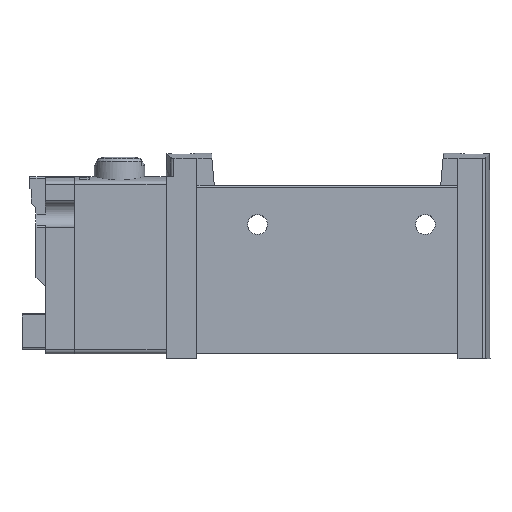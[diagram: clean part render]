
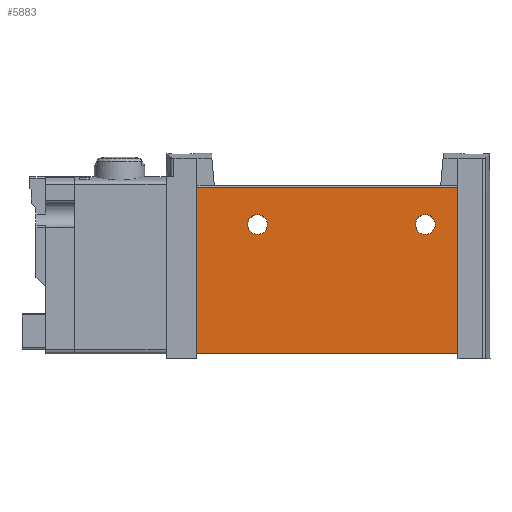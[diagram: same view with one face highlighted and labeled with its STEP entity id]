
A CAD part, top view. The second image highlights one B-rep face of the part: STEP entity #5883.
In plain terms, the highlighted planar face has unit normal (0, 0, 1).
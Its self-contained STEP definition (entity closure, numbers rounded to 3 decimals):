
#65=PLANE('',#6321);
#349=CIRCLE('',#6322,1.6);
#350=CIRCLE('',#6323,1.6);
#566=LINE('',#8943,#1196);
#577=LINE('',#8971,#1207);
#580=LINE('',#8979,#1210);
#583=LINE('',#8987,#1213);
#1196=VECTOR('',#7041,1000.);
#1207=VECTOR('',#7066,1000.);
#1210=VECTOR('',#7073,1000.);
#1213=VECTOR('',#7082,1000.);
#1991=ORIENTED_EDGE('',*,*,#3690,.F.);
#1992=ORIENTED_EDGE('',*,*,#3691,.F.);
#1993=ORIENTED_EDGE('',*,*,#3668,.T.);
#1994=ORIENTED_EDGE('',*,*,#3692,.F.);
#1995=ORIENTED_EDGE('',*,*,#3683,.F.);
#1996=ORIENTED_EDGE('',*,*,#3687,.T.);
#3668=EDGE_CURVE('',#4517,#4516,#566,.T.);
#3683=EDGE_CURVE('',#4526,#4527,#577,.T.);
#3687=EDGE_CURVE('',#4526,#4517,#580,.T.);
#3690=EDGE_CURVE('',#4530,#4530,#349,.F.);
#3691=EDGE_CURVE('',#4531,#4531,#350,.F.);
#3692=EDGE_CURVE('',#4527,#4516,#583,.T.);
#4516=VERTEX_POINT('',#8942);
#4517=VERTEX_POINT('',#8944);
#4526=VERTEX_POINT('',#8970);
#4527=VERTEX_POINT('',#8972);
#4530=VERTEX_POINT('',#8984);
#4531=VERTEX_POINT('',#8986);
#5012=EDGE_LOOP('',(#1991));
#5013=EDGE_LOOP('',(#1992));
#5014=EDGE_LOOP('',(#1993,#1994,#1995,#1996));
#5417=FACE_BOUND('',#5012,.T.);
#5418=FACE_BOUND('',#5013,.T.);
#5419=FACE_BOUND('',#5014,.T.);
#5883=ADVANCED_FACE('',(#5417,#5418,#5419),#65,.F.);
#6321=AXIS2_PLACEMENT_3D('',#8982,#7076,#7077);
#6322=AXIS2_PLACEMENT_3D('',#8983,#7078,#7079);
#6323=AXIS2_PLACEMENT_3D('',#8985,#7080,#7081);
#7041=DIRECTION('',(0.,-1.,0.));
#7066=DIRECTION('',(0.,-1.,0.));
#7073=DIRECTION('',(-1.,0.,0.));
#7076=DIRECTION('',(0.,0.,-1.));
#7077=DIRECTION('',(-1.,0.,0.));
#7078=DIRECTION('',(0.,0.,-1.));
#7079=DIRECTION('',(-1.,0.,0.));
#7080=DIRECTION('',(0.,0.,-1.));
#7081=DIRECTION('',(-1.,0.,0.));
#7082=DIRECTION('',(-1.,0.,0.));
#8942=CARTESIAN_POINT('',(-21.,0.,5.1));
#8943=CARTESIAN_POINT('',(-21.,26.7,5.1));
#8944=CARTESIAN_POINT('',(-21.,26.7,5.1));
#8970=CARTESIAN_POINT('',(21.,26.7,5.1));
#8971=CARTESIAN_POINT('',(21.,26.7,5.1));
#8972=CARTESIAN_POINT('',(21.,0.,5.1));
#8979=CARTESIAN_POINT('',(21.,26.7,5.1));
#8982=CARTESIAN_POINT('',(21.,26.7,5.1));
#8983=CARTESIAN_POINT('',(-11.25,20.8,5.1));
#8984=CARTESIAN_POINT('',(-12.85,20.8,5.1));
#8985=CARTESIAN_POINT('',(15.75,20.8,5.1));
#8986=CARTESIAN_POINT('',(14.15,20.8,5.1));
#8987=CARTESIAN_POINT('',(21.,0.,5.1));
